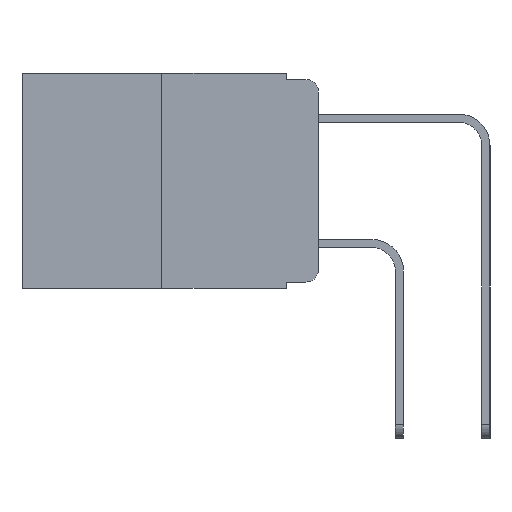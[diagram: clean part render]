
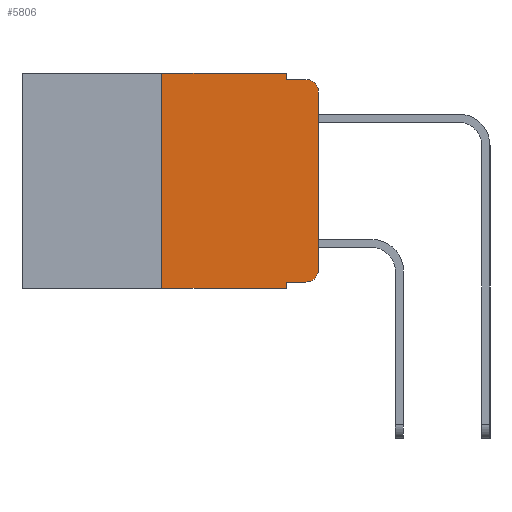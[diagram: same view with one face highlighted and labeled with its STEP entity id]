
A CAD part, left-side view. The second image highlights one B-rep face of the part: STEP entity #5806.
In plain terms, the highlighted planar face has unit normal (-1, 0, 0).
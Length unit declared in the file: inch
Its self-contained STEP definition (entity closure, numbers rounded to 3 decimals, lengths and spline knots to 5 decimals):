
#456 = VERTEX_POINT ( 'NONE', #12581 ) ;
#885 = DIRECTION ( 'NONE',  ( 0., -1., 0. ) ) ;
#916 = CARTESIAN_POINT ( 'NONE',  ( 0., 0.473, 0. ) ) ;
#1222 = VERTEX_POINT ( 'NONE', #10397 ) ;
#1503 = CARTESIAN_POINT ( 'NONE',  ( 0., 0.02, -0.333 ) ) ;
#1609 = VECTOR ( 'NONE', #4841, 39.37008 ) ;
#1882 = VECTOR ( 'NONE', #885, 39.37008 ) ;
#2005 = CARTESIAN_POINT ( 'NONE',  ( 0., 0., 0. ) ) ;
#2063 = VERTEX_POINT ( 'NONE', #8771 ) ;
#2098 = AXIS2_PLACEMENT_3D ( 'NONE', #916, #5754, #13421 ) ;
#2187 = VERTEX_POINT ( 'NONE', #6789 ) ;
#2192 = LINE ( 'NONE', #2005, #10882 ) ;
#2491 = EDGE_LOOP ( 'NONE', ( #6541, #10158, #3279, #12713, #9649, #8095, #3309, #7421, #4761, #5864 ) ) ;
#2562 = VERTEX_POINT ( 'NONE', #1503 ) ;
#2693 = EDGE_CURVE ( 'NONE', #10639, #4276, #12018, .T. ) ;
#3213 = DIRECTION ( 'NONE',  ( 0., 0., 1. ) ) ;
#3279 = ORIENTED_EDGE ( 'NONE', *, *, #5066, .F. ) ;
#3309 = ORIENTED_EDGE ( 'NONE', *, *, #4967, .T. ) ;
#3594 = CIRCLE ( 'NONE', #12043, 0.02 ) ;
#3775 = CARTESIAN_POINT ( 'NONE',  ( 0., 0.051, 0. ) ) ;
#4276 = VERTEX_POINT ( 'NONE', #11073 ) ;
#4366 = CARTESIAN_POINT ( 'NONE',  ( 0., 0.25, 0. ) ) ;
#4761 = ORIENTED_EDGE ( 'NONE', *, *, #10558, .T. ) ;
#4774 = AXIS2_PLACEMENT_3D ( 'NONE', #5581, #13261, #6720 ) ;
#4841 = DIRECTION ( 'NONE',  ( 0., -1., 0. ) ) ;
#4967 = EDGE_CURVE ( 'NONE', #8582, #2063, #11980, .T. ) ;
#5066 = EDGE_CURVE ( 'NONE', #4276, #1222, #8014, .T. ) ;
#5524 = CARTESIAN_POINT ( 'NONE',  ( 0., 0.473, -0.343 ) ) ;
#5581 = CARTESIAN_POINT ( 'NONE',  ( 0., 0.02, -0.03 ) ) ;
#5754 = DIRECTION ( 'NONE',  ( 1., 0., 0. ) ) ;
#5806 = ADVANCED_FACE ( 'NONE', ( #11612 ), #12339, .F. ) ;
#5864 = ORIENTED_EDGE ( 'NONE', *, *, #7597, .T. ) ;
#6508 = DIRECTION ( 'NONE',  ( -1., 0., 0. ) ) ;
#6541 = ORIENTED_EDGE ( 'NONE', *, *, #10292, .T. ) ;
#6720 = DIRECTION ( 'NONE',  ( 0., 0., -1. ) ) ;
#6789 = CARTESIAN_POINT ( 'NONE',  ( 0., 0.25, 0. ) ) ;
#6907 = VECTOR ( 'NONE', #8688, 39.37008 ) ;
#6956 = VERTEX_POINT ( 'NONE', #7606 ) ;
#7209 = CARTESIAN_POINT ( 'NONE',  ( 0., 0., -0.03 ) ) ;
#7255 = LINE ( 'NONE', #12002, #6907 ) ;
#7421 = ORIENTED_EDGE ( 'NONE', *, *, #12738, .F. ) ;
#7539 = DIRECTION ( 'NONE',  ( 0., 0., -1. ) ) ;
#7597 = EDGE_CURVE ( 'NONE', #2562, #456, #3594, .T. ) ;
#7606 = CARTESIAN_POINT ( 'NONE',  ( 0., 0.051, -0.333 ) ) ;
#8014 = LINE ( 'NONE', #9036, #1882 ) ;
#8067 = EDGE_CURVE ( 'NONE', #9967, #1222, #9563, .T. ) ;
#8095 = ORIENTED_EDGE ( 'NONE', *, *, #14181, .F. ) ;
#8179 = EDGE_CURVE ( 'NONE', #2187, #10639, #13981, .T. ) ;
#8201 = DIRECTION ( 'NONE',  ( 0., -1., 0. ) ) ;
#8582 = VERTEX_POINT ( 'NONE', #13153 ) ;
#8688 = DIRECTION ( 'NONE',  ( 0., 0., -1. ) ) ;
#8771 = CARTESIAN_POINT ( 'NONE',  ( 0., 0.051, -0.343 ) ) ;
#9036 = CARTESIAN_POINT ( 'NONE',  ( 0., 0.051, -0.01 ) ) ;
#9106 = VECTOR ( 'NONE', #7539, 39.37008 ) ;
#9408 = VECTOR ( 'NONE', #13212, 39.37008 ) ;
#9563 = CIRCLE ( 'NONE', #4774, 0.02 ) ;
#9649 = ORIENTED_EDGE ( 'NONE', *, *, #8179, .F. ) ;
#9943 = DIRECTION ( 'NONE',  ( 0., 0., 1. ) ) ;
#9967 = VERTEX_POINT ( 'NONE', #7209 ) ;
#10158 = ORIENTED_EDGE ( 'NONE', *, *, #8067, .T. ) ;
#10292 = EDGE_CURVE ( 'NONE', #456, #9967, #2192, .T. ) ;
#10397 = CARTESIAN_POINT ( 'NONE',  ( 0., 0.02, -0.01 ) ) ;
#10558 = EDGE_CURVE ( 'NONE', #6956, #2562, #13575, .T. ) ;
#10639 = VERTEX_POINT ( 'NONE', #3775 ) ;
#10780 = VECTOR ( 'NONE', #8201, 39.37008 ) ;
#10882 = VECTOR ( 'NONE', #3213, 39.37008 ) ;
#11073 = CARTESIAN_POINT ( 'NONE',  ( 0., 0.051, -0.01 ) ) ;
#11508 = CARTESIAN_POINT ( 'NONE',  ( 0., 0.051, -0.333 ) ) ;
#11612 = FACE_OUTER_BOUND ( 'NONE', #2491, .T. ) ;
#11916 = CARTESIAN_POINT ( 'NONE',  ( 0., 0.051, 0. ) ) ;
#11980 = LINE ( 'NONE', #5524, #9408 ) ;
#12002 = CARTESIAN_POINT ( 'NONE',  ( 0., 0.051, 0. ) ) ;
#12018 = LINE ( 'NONE', #11916, #9106 ) ;
#12043 = AXIS2_PLACEMENT_3D ( 'NONE', #13048, #6508, #14131 ) ;
#12339 = PLANE ( 'NONE',  #2098 ) ;
#12581 = CARTESIAN_POINT ( 'NONE',  ( 0., 0., -0.313 ) ) ;
#12713 = ORIENTED_EDGE ( 'NONE', *, *, #2693, .F. ) ;
#12738 = EDGE_CURVE ( 'NONE', #6956, #2063, #7255, .T. ) ;
#13048 = CARTESIAN_POINT ( 'NONE',  ( 0., 0.02, -0.313 ) ) ;
#13153 = CARTESIAN_POINT ( 'NONE',  ( 0., 0.25, -0.343 ) ) ;
#13212 = DIRECTION ( 'NONE',  ( 0., -1., 0. ) ) ;
#13261 = DIRECTION ( 'NONE',  ( -1., 0., 0. ) ) ;
#13421 = DIRECTION ( 'NONE',  ( 0., 0., -1. ) ) ;
#13575 = LINE ( 'NONE', #11508, #1609 ) ;
#13629 = CARTESIAN_POINT ( 'NONE',  ( 0., 0.473, 0. ) ) ;
#13981 = LINE ( 'NONE', #13629, #10780 ) ;
#14131 = DIRECTION ( 'NONE',  ( 0., 0., -1. ) ) ;
#14181 = EDGE_CURVE ( 'NONE', #8582, #2187, #14523, .T. ) ;
#14204 = VECTOR ( 'NONE', #9943, 39.37008 ) ;
#14523 = LINE ( 'NONE', #4366, #14204 ) ;
